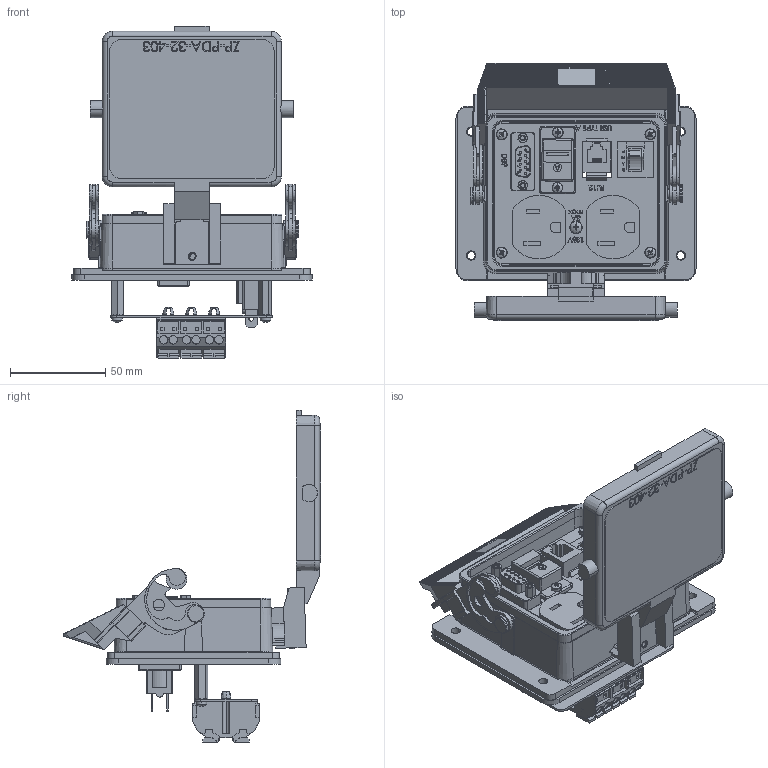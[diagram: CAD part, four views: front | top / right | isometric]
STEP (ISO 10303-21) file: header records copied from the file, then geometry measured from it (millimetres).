
FILE_DESCRIPTION (( 'STEP AP214' ), '1' );
FILE_NAME ('ZP-PDA-32-403.step', '2018-09-05T17:14:41', ( '' ), ( '' ), 'SwSTEP 2.0', 'SolidWorks 2017', '' );
FILE_SCHEMA (( 'AUTOMOTIVE_DESIGN' ));
Length unit declared in the file: inch
Products named in the file (1): ZP-PDA-32-403
Bounding box: 125.98 x 134.96 x 174.16 mm (x, y, z)
Volume: 233592.2 mm3; surface area: 124139.1 mm2
Topology: 1 solids, 20 shells, 3421 faces, 9136 edges, 5941 vertices
Faces by surface type: plane 2249, cylinder 698, bspline 279, torus 88, cone 73, sphere 34
Entity records: 150921 total; most frequent: CARTESIAN_POINT 36090, ORIENTED_EDGE 18232, DIRECTION 16429, EDGE_CURVE 9116, LINE 6481, VECTOR 6481, VERTEX_POINT 5941, AXIS2_PLACEMENT_3D 4974
